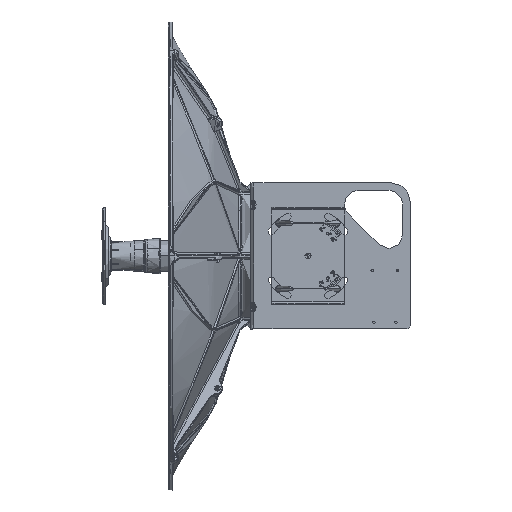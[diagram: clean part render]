
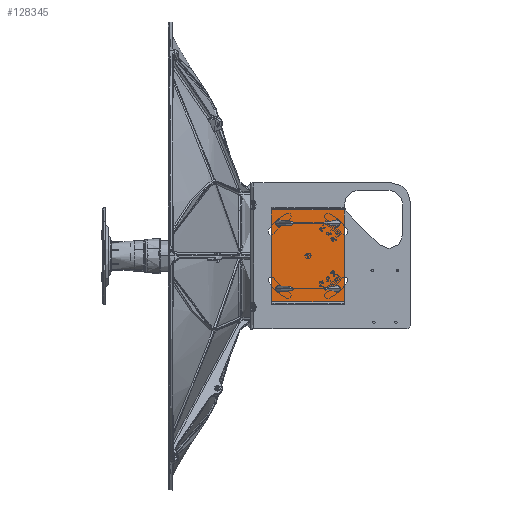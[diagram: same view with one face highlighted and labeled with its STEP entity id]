
A CAD part, top view. The second image highlights one B-rep face of the part: STEP entity #128345.
In plain terms, the highlighted planar face has unit normal (0, 0, 1).
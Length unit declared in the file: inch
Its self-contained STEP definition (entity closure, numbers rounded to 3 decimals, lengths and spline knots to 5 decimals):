
#3934 = FACE_BOUND ( 'NONE', #162040, .T. ) ;
#5635 = EDGE_CURVE ( 'NONE', #261184, #9607, #284667, .T. ) ;
#9418 = AXIS2_PLACEMENT_3D ( 'NONE', #143448, #474956, #202415 ) ;
#9607 = VERTEX_POINT ( 'NONE', #460421 ) ;
#21112 = AXIS2_PLACEMENT_3D ( 'NONE', #224089, #517489, #218717 ) ;
#25496 = VERTEX_POINT ( 'NONE', #123846 ) ;
#41201 = CARTESIAN_POINT ( 'NONE',  ( 5.8189, -1.77165, 4.13386 ) ) ;
#45197 = CARTESIAN_POINT ( 'NONE',  ( 5.4252, -2.48031, 4.13386 ) ) ;
#47536 = DIRECTION ( 'NONE',  ( 0., 0., -1. ) ) ;
#48922 = CARTESIAN_POINT ( 'NONE',  ( 8.9685, -1.77165, 4.13386 ) ) ;
#56403 = ORIENTED_EDGE ( 'NONE', *, *, #377838, .T. ) ;
#58419 = AXIS2_PLACEMENT_3D ( 'NONE', #498485, #338058, #174978 ) ;
#68739 = DIRECTION ( 'NONE',  ( 0., 0., -1. ) ) ;
#71915 = EDGE_CURVE ( 'NONE', #454887, #523892, #314720, .T. ) ;
#74138 = CARTESIAN_POINT ( 'NONE',  ( 5.4252, 0., 4.13386 ) ) ;
#74491 = ORIENTED_EDGE ( 'NONE', *, *, #178091, .T. ) ;
#77416 = FACE_BOUND ( 'NONE', #483751, .T. ) ;
#80767 = DIRECTION ( 'NONE',  ( 1., 0., 0. ) ) ;
#90776 = CIRCLE ( 'NONE', #229747, 0.17717 ) ;
#106143 = ORIENTED_EDGE ( 'NONE', *, *, #497091, .T. ) ;
#106915 = DIRECTION ( 'NONE',  ( 0., -1., 0. ) ) ;
#112809 = EDGE_CURVE ( 'NONE', #9607, #261184, #333780, .T. ) ;
#113389 = CIRCLE ( 'NONE', #9418, 0.17717 ) ;
#115167 = VECTOR ( 'NONE', #80767, 39.37008 ) ;
#118095 = ORIENTED_EDGE ( 'NONE', *, *, #499000, .T. ) ;
#122913 = ORIENTED_EDGE ( 'NONE', *, *, #112809, .T. ) ;
#123846 = CARTESIAN_POINT ( 'NONE',  ( 8.9685, 1.94882, 4.13386 ) ) ;
#128345 = ADVANCED_FACE ( 'NONE', ( #161665, #411660, #77416, #3934, #169677 ), #455083, .T. ) ;
#135220 = CARTESIAN_POINT ( 'NONE',  ( 8.9685, -1.59449, 4.13386 ) ) ;
#136804 = DIRECTION ( 'NONE',  ( 0., 0., -1. ) ) ;
#140984 = ORIENTED_EDGE ( 'NONE', *, *, #171257, .T. ) ;
#143448 = CARTESIAN_POINT ( 'NONE',  ( 8.9685, -1.77165, 4.13386 ) ) ;
#150987 = ORIENTED_EDGE ( 'NONE', *, *, #513923, .T. ) ;
#154252 = CARTESIAN_POINT ( 'NONE',  ( 5.8189, 1.94882, 4.13386 ) ) ;
#155142 = CARTESIAN_POINT ( 'NONE',  ( 8.9685, 1.59449, 4.13386 ) ) ;
#161665 = FACE_BOUND ( 'NONE', #385421, .T. ) ;
#162040 = EDGE_LOOP ( 'NONE', ( #56403, #348766 ) ) ;
#169677 = FACE_OUTER_BOUND ( 'NONE', #219793, .T. ) ;
#169923 = LINE ( 'NONE', #175275, #466125 ) ;
#171257 = EDGE_CURVE ( 'NONE', #25496, #429662, #513498, .T. ) ;
#174910 = VERTEX_POINT ( 'NONE', #386155 ) ;
#174978 = DIRECTION ( 'NONE',  ( 0., -1., 0. ) ) ;
#175275 = CARTESIAN_POINT ( 'NONE',  ( 9.3622, 0., 4.13386 ) ) ;
#178091 = EDGE_CURVE ( 'NONE', #451544, #185612, #441063, .T. ) ;
#185612 = VERTEX_POINT ( 'NONE', #45197 ) ;
#195827 = ORIENTED_EDGE ( 'NONE', *, *, #71915, .T. ) ;
#202415 = DIRECTION ( 'NONE',  ( 0., -1., 0. ) ) ;
#203982 = EDGE_CURVE ( 'NONE', #430190, #174910, #90776, .T. ) ;
#205131 = CARTESIAN_POINT ( 'NONE',  ( 9.44094, -2.57953, 4.13386 ) ) ;
#206507 = CARTESIAN_POINT ( 'NONE',  ( 5.8189, -1.59449, 4.13386 ) ) ;
#206612 = AXIS2_PLACEMENT_3D ( 'NONE', #41201, #446203, #454238 ) ;
#214735 = CIRCLE ( 'NONE', #58419, 0.17717 ) ;
#217376 = DIRECTION ( 'NONE',  ( 0., 0., -1. ) ) ;
#218717 = DIRECTION ( 'NONE',  ( 0., -1., 0. ) ) ;
#219793 = EDGE_LOOP ( 'NONE', ( #106143, #118095, #259104, #74491 ) ) ;
#222750 = DIRECTION ( 'NONE',  ( 0., -1., 0. ) ) ;
#224089 = CARTESIAN_POINT ( 'NONE',  ( 5.8189, -1.77165, 4.13386 ) ) ;
#226414 = CARTESIAN_POINT ( 'NONE',  ( 9.3622, -2.48031, 4.13386 ) ) ;
#229747 = AXIS2_PLACEMENT_3D ( 'NONE', #48922, #217376, #222750 ) ;
#234528 = DIRECTION ( 'NONE',  ( 0., -1., 0. ) ) ;
#240510 = DIRECTION ( 'NONE',  ( 0., 1., 0. ) ) ;
#242514 = CARTESIAN_POINT ( 'NONE',  ( 8.9685, 1.77165, 4.13386 ) ) ;
#259104 = ORIENTED_EDGE ( 'NONE', *, *, #260452, .F. ) ;
#260452 = EDGE_CURVE ( 'NONE', #451544, #537935, #361437, .T. ) ;
#261184 = VERTEX_POINT ( 'NONE', #206507 ) ;
#279299 = AXIS2_PLACEMENT_3D ( 'NONE', #242514, #68739, #234528 ) ;
#284667 = CIRCLE ( 'NONE', #206612, 0.17717 ) ;
#292111 = VECTOR ( 'NONE', #427903, 39.37008 ) ;
#310912 = CARTESIAN_POINT ( 'NONE',  ( 5.8189, 1.59449, 4.13386 ) ) ;
#314720 = CIRCLE ( 'NONE', #444975, 0.17717 ) ;
#327426 = DIRECTION ( 'NONE',  ( 0., 0., 1. ) ) ;
#333780 = CIRCLE ( 'NONE', #21112, 0.17717 ) ;
#335699 = DIRECTION ( 'NONE',  ( 0., 1., 0. ) ) ;
#338058 = DIRECTION ( 'NONE',  ( 0., 0., -1. ) ) ;
#338076 = CARTESIAN_POINT ( 'NONE',  ( 5.4252, 2.48031, 4.13386 ) ) ;
#343711 = CARTESIAN_POINT ( 'NONE',  ( 7.3937, -2.48031, 4.13386 ) ) ;
#348766 = ORIENTED_EDGE ( 'NONE', *, *, #203982, .T. ) ;
#358168 = ORIENTED_EDGE ( 'NONE', *, *, #5635, .T. ) ;
#361437 = LINE ( 'NONE', #399570, #115167 ) ;
#362124 = EDGE_CURVE ( 'NONE', #523892, #454887, #510812, .T. ) ;
#363382 = AXIS2_PLACEMENT_3D ( 'NONE', #457914, #47536, #498719 ) ;
#366741 = VERTEX_POINT ( 'NONE', #226414 ) ;
#372513 = ORIENTED_EDGE ( 'NONE', *, *, #362124, .T. ) ;
#377838 = EDGE_CURVE ( 'NONE', #174910, #430190, #113389, .T. ) ;
#381472 = CARTESIAN_POINT ( 'NONE',  ( 5.8189, 1.77165, 4.13386 ) ) ;
#385421 = EDGE_LOOP ( 'NONE', ( #150987, #140984 ) ) ;
#386155 = CARTESIAN_POINT ( 'NONE',  ( 8.9685, -1.94882, 4.13386 ) ) ;
#398000 = CARTESIAN_POINT ( 'NONE',  ( 9.3622, 2.48031, 4.13386 ) ) ;
#399570 = CARTESIAN_POINT ( 'NONE',  ( 7.3937, 2.48031, 4.13386 ) ) ;
#411660 = FACE_BOUND ( 'NONE', #527280, .T. ) ;
#427903 = DIRECTION ( 'NONE',  ( 1., 0., 0. ) ) ;
#429662 = VERTEX_POINT ( 'NONE', #155142 ) ;
#430190 = VERTEX_POINT ( 'NONE', #135220 ) ;
#441063 = LINE ( 'NONE', #74138, #521103 ) ;
#444975 = AXIS2_PLACEMENT_3D ( 'NONE', #381472, #136804, #460323 ) ;
#446203 = DIRECTION ( 'NONE',  ( 0., 0., -1. ) ) ;
#451544 = VERTEX_POINT ( 'NONE', #338076 ) ;
#454238 = DIRECTION ( 'NONE',  ( 0., -1., 0. ) ) ;
#454887 = VERTEX_POINT ( 'NONE', #310912 ) ;
#455083 = PLANE ( 'NONE',  #459947 ) ;
#457914 = CARTESIAN_POINT ( 'NONE',  ( 5.8189, 1.77165, 4.13386 ) ) ;
#459947 = AXIS2_PLACEMENT_3D ( 'NONE', #205131, #327426, #240510 ) ;
#460323 = DIRECTION ( 'NONE',  ( 0., -1., 0. ) ) ;
#460421 = CARTESIAN_POINT ( 'NONE',  ( 5.8189, -1.94882, 4.13386 ) ) ;
#463310 = LINE ( 'NONE', #343711, #292111 ) ;
#466125 = VECTOR ( 'NONE', #335699, 39.37008 ) ;
#474956 = DIRECTION ( 'NONE',  ( 0., 0., -1. ) ) ;
#483751 = EDGE_LOOP ( 'NONE', ( #122913, #358168 ) ) ;
#497091 = EDGE_CURVE ( 'NONE', #185612, #366741, #463310, .T. ) ;
#498485 = CARTESIAN_POINT ( 'NONE',  ( 8.9685, 1.77165, 4.13386 ) ) ;
#498719 = DIRECTION ( 'NONE',  ( 0., -1., 0. ) ) ;
#499000 = EDGE_CURVE ( 'NONE', #366741, #537935, #169923, .T. ) ;
#510812 = CIRCLE ( 'NONE', #363382, 0.17717 ) ;
#513498 = CIRCLE ( 'NONE', #279299, 0.17717 ) ;
#513923 = EDGE_CURVE ( 'NONE', #429662, #25496, #214735, .T. ) ;
#517489 = DIRECTION ( 'NONE',  ( 0., 0., -1. ) ) ;
#521103 = VECTOR ( 'NONE', #106915, 39.37008 ) ;
#523892 = VERTEX_POINT ( 'NONE', #154252 ) ;
#527280 = EDGE_LOOP ( 'NONE', ( #195827, #372513 ) ) ;
#537935 = VERTEX_POINT ( 'NONE', #398000 ) ;
